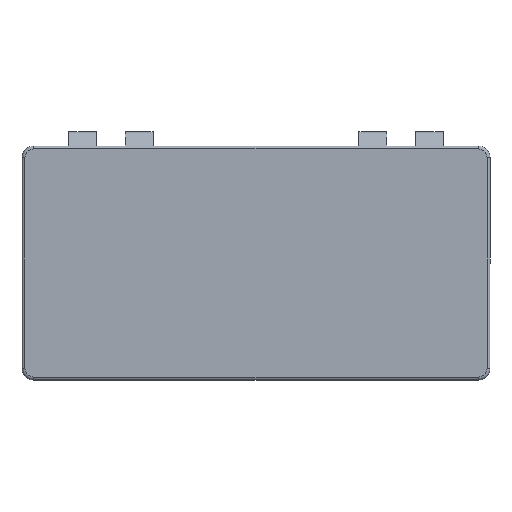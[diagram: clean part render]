
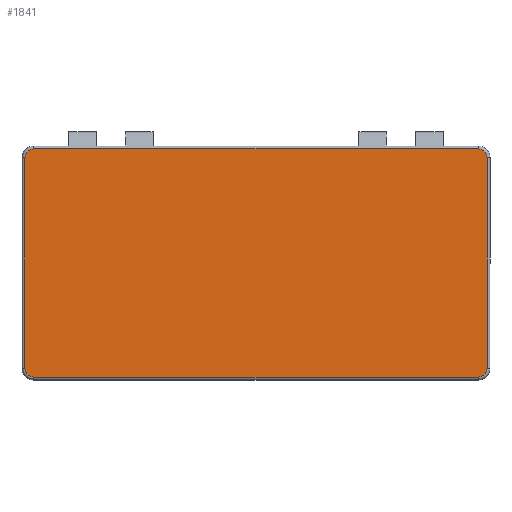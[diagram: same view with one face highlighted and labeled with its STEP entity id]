
A CAD part, front view. The second image highlights one B-rep face of the part: STEP entity #1841.
In plain terms, the highlighted planar face has unit normal (0, -1, 0).
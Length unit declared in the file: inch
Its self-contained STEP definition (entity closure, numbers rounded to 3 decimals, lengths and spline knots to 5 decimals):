
#84=PLANE('',#2024);
#158=FACE_OUTER_BOUND('',#269,.T.);
#269=EDGE_LOOP('',(#1414,#1415,#1416,#1417,#1418,#1419,#1420,#1421));
#406=LINE('',#2911,#579);
#408=LINE('',#2923,#581);
#410=LINE('',#2935,#583);
#412=LINE('',#2944,#585);
#579=VECTOR('',#2319,0.3937);
#581=VECTOR('',#2333,0.3937);
#583=VECTOR('',#2347,0.3937);
#585=VECTOR('',#2359,0.3937);
#742=CIRCLE('',#1998,0.09375);
#748=CIRCLE('',#2006,0.09375);
#752=CIRCLE('',#2012,0.09375);
#756=CIRCLE('',#2018,0.09375);
#874=VERTEX_POINT('',#2899);
#875=VERTEX_POINT('',#2901);
#877=VERTEX_POINT('',#2907);
#879=VERTEX_POINT('',#2913);
#881=VERTEX_POINT('',#2919);
#883=VERTEX_POINT('',#2925);
#885=VERTEX_POINT('',#2931);
#887=VERTEX_POINT('',#2937);
#1058=EDGE_CURVE('',#874,#875,#742,.T.);
#1063=EDGE_CURVE('',#875,#877,#406,.T.);
#1066=EDGE_CURVE('',#877,#879,#748,.T.);
#1069=EDGE_CURVE('',#879,#881,#408,.T.);
#1072=EDGE_CURVE('',#881,#883,#752,.T.);
#1075=EDGE_CURVE('',#883,#885,#410,.T.);
#1078=EDGE_CURVE('',#885,#887,#756,.T.);
#1080=EDGE_CURVE('',#887,#874,#412,.T.);
#1414=ORIENTED_EDGE('',*,*,#1058,.F.);
#1415=ORIENTED_EDGE('',*,*,#1080,.F.);
#1416=ORIENTED_EDGE('',*,*,#1078,.F.);
#1417=ORIENTED_EDGE('',*,*,#1075,.F.);
#1418=ORIENTED_EDGE('',*,*,#1072,.F.);
#1419=ORIENTED_EDGE('',*,*,#1069,.F.);
#1420=ORIENTED_EDGE('',*,*,#1066,.F.);
#1421=ORIENTED_EDGE('',*,*,#1063,.F.);
#1841=ADVANCED_FACE('',(#158),#84,.F.);
#1998=AXIS2_PLACEMENT_3D('',#2902,#2308,#2309);
#2006=AXIS2_PLACEMENT_3D('',#2917,#2326,#2327);
#2012=AXIS2_PLACEMENT_3D('',#2929,#2340,#2341);
#2018=AXIS2_PLACEMENT_3D('',#2941,#2354,#2355);
#2024=AXIS2_PLACEMENT_3D('',#2974,#2385,#2386);
#2308=DIRECTION('center_axis',(0.,1.,0.));
#2309=DIRECTION('ref_axis',(0.707,0.,-0.707));
#2319=DIRECTION('',(-1.,0.,0.));
#2326=DIRECTION('center_axis',(0.,1.,0.));
#2327=DIRECTION('ref_axis',(-0.707,0.,-0.707));
#2333=DIRECTION('',(0.,0.,1.));
#2340=DIRECTION('center_axis',(0.,1.,0.));
#2341=DIRECTION('ref_axis',(-0.707,0.,0.707));
#2347=DIRECTION('',(1.,0.,0.));
#2354=DIRECTION('center_axis',(0.,1.,0.));
#2355=DIRECTION('ref_axis',(0.707,0.,0.707));
#2359=DIRECTION('',(0.,0.,-1.));
#2385=DIRECTION('center_axis',(0.,1.,0.));
#2386=DIRECTION('ref_axis',(0.,0.,1.));
#2899=CARTESIAN_POINT('',(-0.03125,0.,-2.375));
#2901=CARTESIAN_POINT('',(-0.125,0.,-2.46875));
#2902=CARTESIAN_POINT('Origin',(-0.125,0.,-2.375));
#2907=CARTESIAN_POINT('',(-4.875,0.,-2.46875));
#2911=CARTESIAN_POINT('',(-1.25,0.,-2.46875));
#2913=CARTESIAN_POINT('',(-4.96875,0.,-2.375));
#2917=CARTESIAN_POINT('Origin',(-4.875,0.,-2.375));
#2919=CARTESIAN_POINT('',(-4.96875,0.,-0.125));
#2923=CARTESIAN_POINT('',(-4.96875,0.,-1.875));
#2925=CARTESIAN_POINT('',(-4.875,0.,-0.03125));
#2929=CARTESIAN_POINT('Origin',(-4.875,0.,-0.125));
#2931=CARTESIAN_POINT('',(-0.125,0.,-0.03125));
#2935=CARTESIAN_POINT('',(-3.75,0.,-0.03125));
#2937=CARTESIAN_POINT('',(-0.03125,0.,-0.125));
#2941=CARTESIAN_POINT('Origin',(-0.125,0.,-0.125));
#2944=CARTESIAN_POINT('',(-0.03125,0.,-0.625));
#2974=CARTESIAN_POINT('Origin',(-2.5,0.,-1.25));
